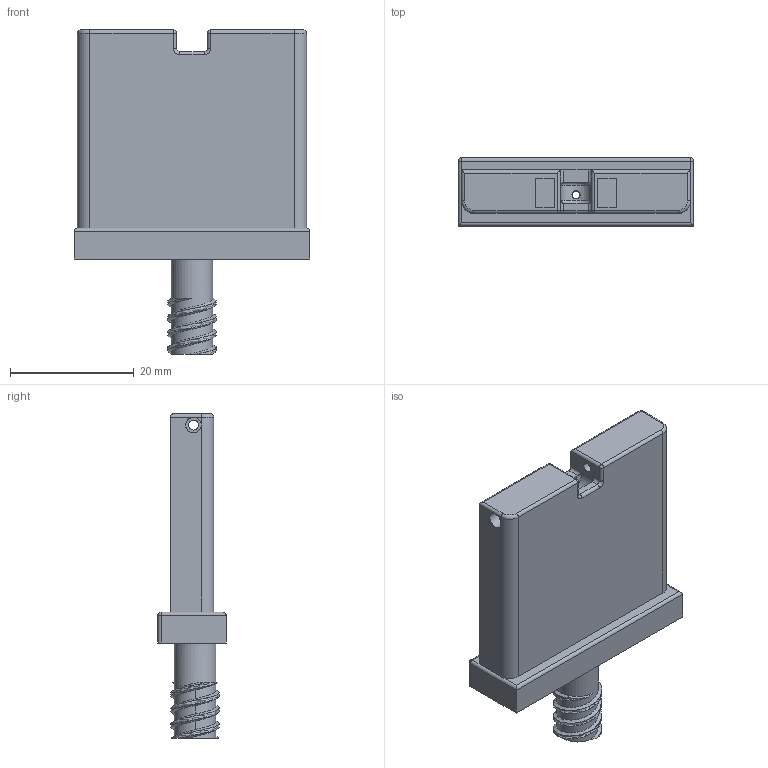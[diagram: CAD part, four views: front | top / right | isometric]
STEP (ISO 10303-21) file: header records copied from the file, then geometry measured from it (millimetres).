
FILE_DESCRIPTION(/* description */ (''),/* implementation_level */ '2;1');
FILE_NAME(/* name */ 'lickometer_well_mouse v2.step',/* time_stamp */ '2024-03-26T11:12:00-07:00',/* author */ (''),/* organization */ (''),/* preprocessor_version */ 'ST-DEVELOPER v20',/* originating_system */ 'Autodesk Translation Framework v12.20.1.177',/* authorisation */ '');
FILE_SCHEMA (('AUTOMOTIVE_DESIGN { 1 0 10303 214 3 1 1 }'));
Length unit declared in the file: millimetre
Products named in the file (1): lickometer_well_mouse
Bounding box: 38 x 11 x 52.35 mm (x, y, z)
Volume: 8884.7 mm3; surface area: 6670.7 mm2
Topology: 1 solids, 1 shells, 90 faces, 214 edges, 130 vertices
Faces by surface type: cylinder 38, plane 35, bspline 6, torus 6, sphere 4, cone 1
Full cylindrical faces by diameter (mm): 1.3 x1, 1.6 x2, 2.529 x2, 3.332 x2, 6.7 x3
Entity records: 3492 total; most frequent: CARTESIAN_POINT 1378, DIRECTION 440, ORIENTED_EDGE 428, EDGE_CURVE 214, AXIS2_PLACEMENT_3D 166, VERTEX_POINT 130, LINE 108, VECTOR 108
